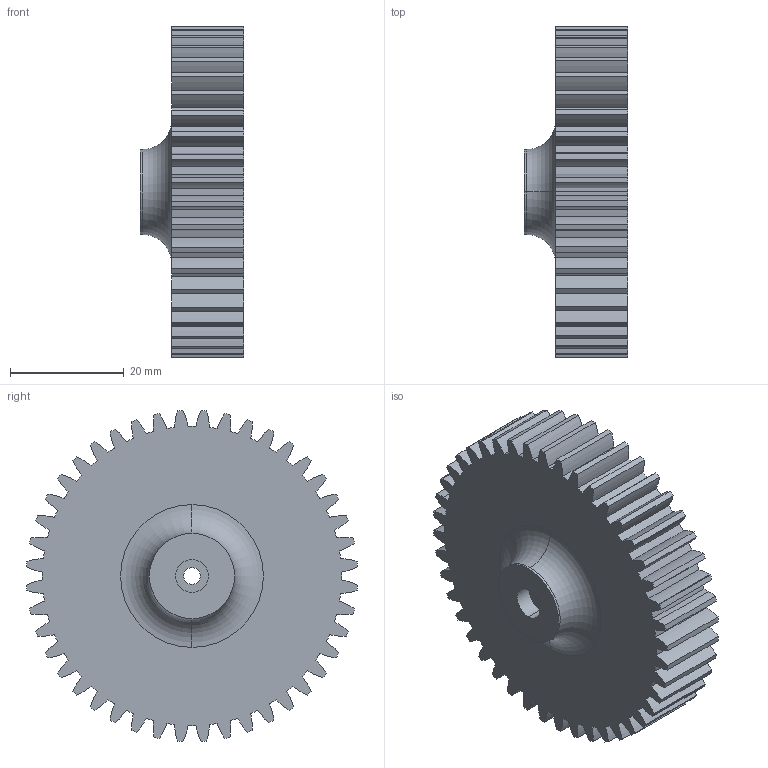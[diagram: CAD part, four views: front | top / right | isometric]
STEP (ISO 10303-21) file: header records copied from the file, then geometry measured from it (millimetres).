
FILE_DESCRIPTION (( 'STEP AP214' ), '1' );
FILE_NAME ('custom servo gear.STEP', '2025-04-18T08:16:04', ( '' ), ( '' ), 'SwSTEP 2.0', 'SolidWorks 2024', '' );
FILE_SCHEMA (( 'AUTOMOTIVE_DESIGN' ));
Length unit declared in the file: inch
Products named in the file (1): custom servo gear
Bounding box: 18.2 x 58.33 x 58.33 mm (x, y, z)
Volume: 30907.2 mm3; surface area: 10061.8 mm2
Topology: 1 solids, 1 shells, 196 faces, 571 edges, 380 vertices
Faces by surface type: cylinder 189, plane 5, torus 2
Entity records: 6752 total; most frequent: DIRECTION 1347, CARTESIAN_POINT 1148, ORIENTED_EDGE 1142, AXIS2_PLACEMENT_3D 579, EDGE_CURVE 571, CIRCLE 382, VERTEX_POINT 380, EDGE_LOOP 201
